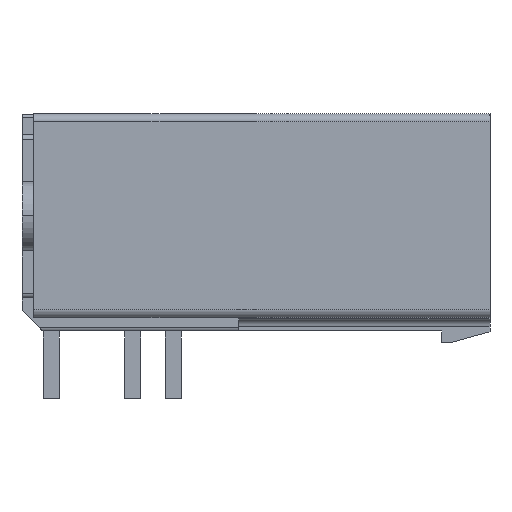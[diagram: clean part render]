
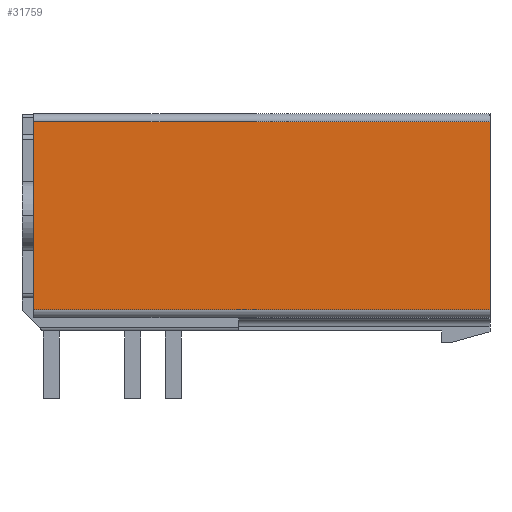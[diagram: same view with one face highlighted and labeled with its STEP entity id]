
A CAD part, front view. The second image highlights one B-rep face of the part: STEP entity #31759.
In plain terms, the highlighted planar face has unit normal (0, -1, 0).
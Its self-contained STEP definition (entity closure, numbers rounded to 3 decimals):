
#26=DIRECTION('',(0.,0.,1.));
#27=VECTOR('',#26,11.733);
#28=CARTESIAN_POINT('',(-13.875,-6.22,-5.055));
#29=LINE('',#28,#27);
#2643=DIRECTION('',(0.,0.,1.));
#2644=VECTOR('',#2643,11.733);
#2645=CARTESIAN_POINT('',(14.625,-6.22,-5.055));
#2646=LINE('',#2645,#2644);
#11268=DIRECTION('',(-1.,0.,0.));
#11269=VECTOR('',#11268,28.5);
#11270=CARTESIAN_POINT('',(14.625,-6.22,-5.055));
#11271=LINE('',#11270,#11269);
#11272=DIRECTION('',(-1.,0.,0.));
#11273=VECTOR('',#11272,28.5);
#11274=CARTESIAN_POINT('',(14.625,-6.22,6.678));
#11275=LINE('',#11274,#11273);
#15241=CARTESIAN_POINT('',(14.625,-6.22,6.678));
#15243=VERTEX_POINT('',#15241);
#15258=CARTESIAN_POINT('',(14.625,-6.22,-5.055));
#15260=VERTEX_POINT('',#15258);
#15261=CARTESIAN_POINT('',(-13.875,-6.22,6.678));
#15263=VERTEX_POINT('',#15261);
#15266=CARTESIAN_POINT('',(-13.875,-6.22,-5.055));
#15268=VERTEX_POINT('',#15266);
#31747=CARTESIAN_POINT('',(14.625,-6.22,-5.055));
#31748=DIRECTION('',(0.,1.,0.));
#31749=DIRECTION('',(0.,0.,1.));
#31750=AXIS2_PLACEMENT_3D('',#31747,#31748,#31749);
#31751=PLANE('',#31750);
#31752=ORIENTED_EDGE('',*,*,#16743,.F.);
#31753=ORIENTED_EDGE('',*,*,#31742,.T.);
#31754=ORIENTED_EDGE('',*,*,#16065,.T.);
#31756=ORIENTED_EDGE('',*,*,#31755,.F.);
#31757=EDGE_LOOP('',(#31752,#31753,#31754,#31756));
#31758=FACE_OUTER_BOUND('',#31757,.F.);
#31759=ADVANCED_FACE('',(#31758),#31751,.F.);
#16065=EDGE_CURVE('',#15268,#15263,#29,.T.);
#16743=EDGE_CURVE('',#15260,#15243,#2646,.T.);
#31742=EDGE_CURVE('',#15260,#15268,#11271,.T.);
#31755=EDGE_CURVE('',#15243,#15263,#11275,.T.);
